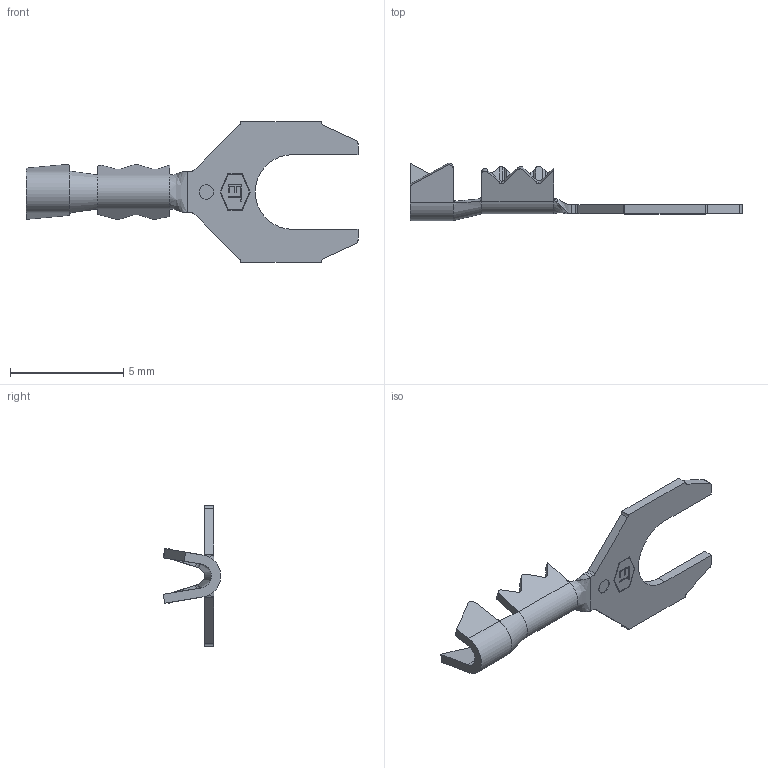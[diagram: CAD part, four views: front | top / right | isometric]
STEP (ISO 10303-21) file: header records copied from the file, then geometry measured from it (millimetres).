
FILE_DESCRIPTION (( 'STEP AP203' ), '1' );
FILE_NAME ('03068.STEP', '2019-12-24T16:05:06', ( 'tempuser' ), ( 'Microsoft' ), 'SwSTEP 2.0', 'SolidWorks 2019', '' );
FILE_SCHEMA (( 'CONFIG_CONTROL_DESIGN' ));
Length unit declared in the file: inch
Products named in the file (1): 03068
Bounding box: 14.68 x 2.54 x 6.22 mm (x, y, z)
Volume: 19.9 mm3; surface area: 125.3 mm2
Topology: 1 solids, 1 shells, 180 faces, 463 edges, 290 vertices
Faces by surface type: plane 116, cylinder 40, bspline 14, cone 10
Entity records: 5874 total; most frequent: CARTESIAN_POINT 1513, ORIENTED_EDGE 926, DIRECTION 836, EDGE_CURVE 463, LINE 338, VECTOR 338, VERTEX_POINT 290, AXIS2_PLACEMENT_3D 249
